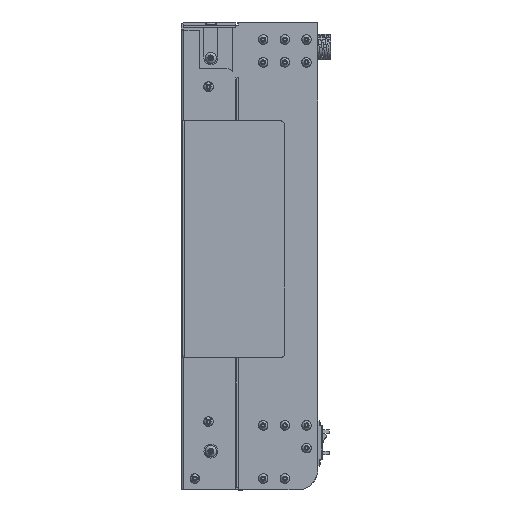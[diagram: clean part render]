
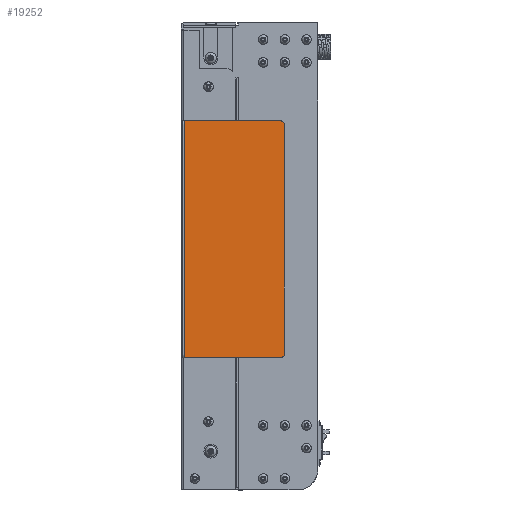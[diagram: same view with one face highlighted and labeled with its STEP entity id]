
A CAD part, left-side view. The second image highlights one B-rep face of the part: STEP entity #19252.
In plain terms, the highlighted planar face has unit normal (-1, 0, 0).
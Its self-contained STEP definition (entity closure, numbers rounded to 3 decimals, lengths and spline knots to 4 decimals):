
#1025 = EDGE_CURVE ( 'NONE', #25061, #52810, #84758, .T. ) ;
#1365 = VECTOR ( 'NONE', #50918, 39.3701 ) ;
#1764 = EDGE_CURVE ( 'NONE', #20779, #45462, #36279, .T. ) ;
#1918 = DIRECTION ( 'NONE',  ( -1., 0., 0. ) ) ;
#3485 = DIRECTION ( 'NONE',  ( 0., -1., 0. ) ) ;
#3786 = CARTESIAN_POINT ( 'NONE',  ( -8.243, -0.8554, -2.0912 ) ) ;
#3842 = DIRECTION ( 'NONE',  ( 0., 0., 1. ) ) ;
#6294 = FACE_OUTER_BOUND ( 'NONE', #52832, .T. ) ;
#10718 = CARTESIAN_POINT ( 'NONE',  ( -8.243, -0.8554, 4.2088 ) ) ;
#11385 = DIRECTION ( 'NONE',  ( -1., 0., 0. ) ) ;
#11620 = EDGE_CURVE ( 'NONE', #25034, #56355, #86720, .T. ) ;
#13402 = ORIENTED_EDGE ( 'NONE', *, *, #1764, .T. ) ;
#14468 = EDGE_CURVE ( 'NONE', #56355, #20779, #49074, .T. ) ;
#19252 = ADVANCED_FACE ( 'NONE', ( #6294 ), #38239, .T. ) ;
#20779 = VERTEX_POINT ( 'NONE', #50410 ) ;
#21669 = AXIS2_PLACEMENT_3D ( 'NONE', #51689, #11385, #58445 ) ;
#21750 = CIRCLE ( 'NONE', #46492, 0.1 ) ;
#22593 = CARTESIAN_POINT ( 'NONE',  ( -8.243, -0.8554, -2.0912 ) ) ;
#25034 = VERTEX_POINT ( 'NONE', #22593 ) ;
#25061 = VERTEX_POINT ( 'NONE', #63084 ) ;
#28035 = VECTOR ( 'NONE', #40085, 39.3701 ) ;
#32509 = ORIENTED_EDGE ( 'NONE', *, *, #66769, .T. ) ;
#36279 = LINE ( 'NONE', #87372, #72026 ) ;
#38239 = PLANE ( 'NONE',  #21669 ) ;
#40085 = DIRECTION ( 'NONE',  ( 0., 0., -1. ) ) ;
#42050 = ORIENTED_EDGE ( 'NONE', *, *, #73014, .T. ) ;
#42353 = CARTESIAN_POINT ( 'NONE',  ( -8.243, -0.7554, 4.2088 ) ) ;
#44261 = DIRECTION ( 'NONE',  ( -1., 0., 0. ) ) ;
#45462 = VERTEX_POINT ( 'NONE', #57638 ) ;
#46035 = ORIENTED_EDGE ( 'NONE', *, *, #14468, .T. ) ;
#46492 = AXIS2_PLACEMENT_3D ( 'NONE', #84527, #44261, #3842 ) ;
#49074 = CIRCLE ( 'NONE', #84542, 0.1 ) ;
#49078 = DIRECTION ( 'NONE',  ( 0., 0., 1. ) ) ;
#50120 = LINE ( 'NONE', #80315, #28035 ) ;
#50410 = CARTESIAN_POINT ( 'NONE',  ( -8.243, -0.7554, 4.3088 ) ) ;
#50918 = DIRECTION ( 'NONE',  ( 0., 0., 1. ) ) ;
#51689 = CARTESIAN_POINT ( 'NONE',  ( -8.243, -0.7554, -2.0912 ) ) ;
#52810 = VERTEX_POINT ( 'NONE', #64318 ) ;
#52832 = EDGE_LOOP ( 'NONE', ( #42050, #87146, #32509, #71355, #46035, #13402 ) ) ;
#56355 = VERTEX_POINT ( 'NONE', #10718 ) ;
#57369 = CARTESIAN_POINT ( 'NONE',  ( -8.243, -0.4254, -2.1912 ) ) ;
#57638 = CARTESIAN_POINT ( 'NONE',  ( -8.243, 1.8796, 4.3088 ) ) ;
#58445 = DIRECTION ( 'NONE',  ( 0., 0., 1. ) ) ;
#63084 = CARTESIAN_POINT ( 'NONE',  ( -8.243, 1.8796, -2.1912 ) ) ;
#64318 = CARTESIAN_POINT ( 'NONE',  ( -8.243, -0.7554, -2.1912 ) ) ;
#66769 = EDGE_CURVE ( 'NONE', #52810, #25034, #21750, .T. ) ;
#68972 = VECTOR ( 'NONE', #3485, 39.3701 ) ;
#71355 = ORIENTED_EDGE ( 'NONE', *, *, #11620, .T. ) ;
#72026 = VECTOR ( 'NONE', #80880, 39.3701 ) ;
#73014 = EDGE_CURVE ( 'NONE', #45462, #25061, #50120, .T. ) ;
#80315 = CARTESIAN_POINT ( 'NONE',  ( -8.243, 1.8796, -2.1912 ) ) ;
#80880 = DIRECTION ( 'NONE',  ( 0., 1., 0. ) ) ;
#84527 = CARTESIAN_POINT ( 'NONE',  ( -8.243, -0.7554, -2.0912 ) ) ;
#84542 = AXIS2_PLACEMENT_3D ( 'NONE', #42353, #1918, #49078 ) ;
#84758 = LINE ( 'NONE', #57369, #68972 ) ;
#86720 = LINE ( 'NONE', #3786, #1365 ) ;
#87146 = ORIENTED_EDGE ( 'NONE', *, *, #1025, .T. ) ;
#87372 = CARTESIAN_POINT ( 'NONE',  ( -8.243, -0.4254, 4.3088 ) ) ;
